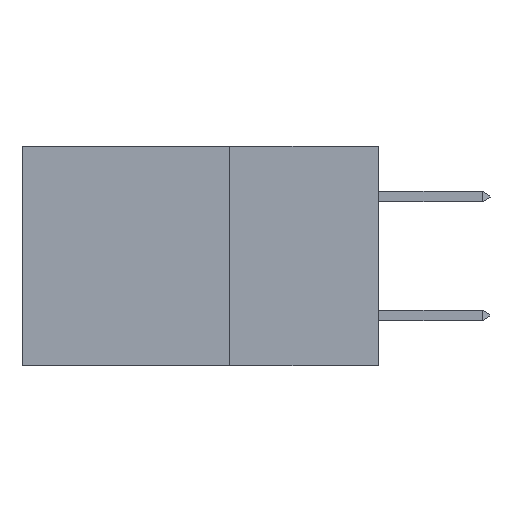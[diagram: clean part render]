
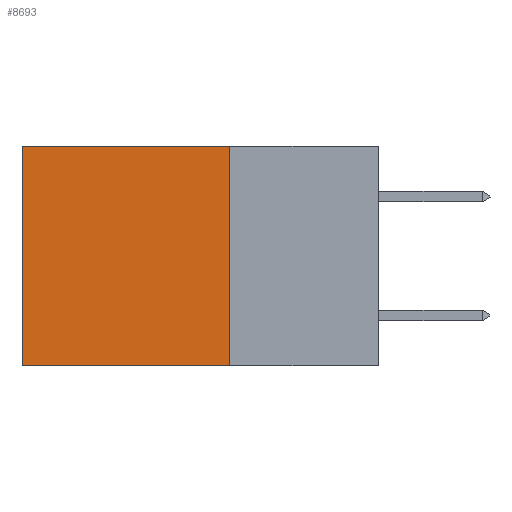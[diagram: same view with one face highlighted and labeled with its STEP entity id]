
A CAD part, left-side view. The second image highlights one B-rep face of the part: STEP entity #8693.
In plain terms, the highlighted planar face has unit normal (-1, 0, 0).
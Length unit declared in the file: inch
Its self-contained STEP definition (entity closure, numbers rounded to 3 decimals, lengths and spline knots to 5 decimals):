
#160 = CARTESIAN_POINT ( 'NONE',  ( 0.298, 0.6, 0. ) ) ;
#343 = ORIENTED_EDGE ( 'NONE', *, *, #7164, .T. ) ;
#696 = CARTESIAN_POINT ( 'NONE',  ( 0.298, 0.6, -0.37 ) ) ;
#1265 = DIRECTION ( 'NONE',  ( 1., 0., 0. ) ) ;
#1443 = LINE ( 'NONE', #160, #3220 ) ;
#1684 = CARTESIAN_POINT ( 'NONE',  ( 0.298, 0.25, 0. ) ) ;
#1827 = CARTESIAN_POINT ( 'NONE',  ( 0.298, 0.25, -0.37 ) ) ;
#2333 = DIRECTION ( 'NONE',  ( 0., 0., -1. ) ) ;
#2365 = DIRECTION ( 'NONE',  ( 0., 0., -1. ) ) ;
#2630 = CARTESIAN_POINT ( 'NONE',  ( 0.298, 0.25, 0. ) ) ;
#2800 = ORIENTED_EDGE ( 'NONE', *, *, #9392, .F. ) ;
#3192 = LINE ( 'NONE', #8361, #7224 ) ;
#3220 = VECTOR ( 'NONE', #2365, 39.37008 ) ;
#3432 = EDGE_CURVE ( 'NONE', #9077, #7878, #3192, .T. ) ;
#3458 = CARTESIAN_POINT ( 'NONE',  ( 0.298, 0.6, 0. ) ) ;
#3606 = VERTEX_POINT ( 'NONE', #696 ) ;
#5348 = VECTOR ( 'NONE', #6333, 39.37008 ) ;
#5368 = EDGE_LOOP ( 'NONE', ( #343, #2800, #8201, #9341 ) ) ;
#5608 = VECTOR ( 'NONE', #6427, 39.37008 ) ;
#5617 = PLANE ( 'NONE',  #8509 ) ;
#5656 = CARTESIAN_POINT ( 'NONE',  ( 0.298, 0.25, 0. ) ) ;
#6333 = DIRECTION ( 'NONE',  ( 0., 1., 0. ) ) ;
#6407 = CARTESIAN_POINT ( 'NONE',  ( 0.298, 0.25, -0.37 ) ) ;
#6427 = DIRECTION ( 'NONE',  ( 0., 1., 0. ) ) ;
#6538 = FACE_OUTER_BOUND ( 'NONE', #5368, .T. ) ;
#7164 = EDGE_CURVE ( 'NONE', #8095, #3606, #1443, .T. ) ;
#7224 = VECTOR ( 'NONE', #2333, 39.37008 ) ;
#7312 = LINE ( 'NONE', #6407, #5348 ) ;
#7566 = LINE ( 'NONE', #5656, #5608 ) ;
#7878 = VERTEX_POINT ( 'NONE', #1827 ) ;
#8095 = VERTEX_POINT ( 'NONE', #3458 ) ;
#8148 = EDGE_CURVE ( 'NONE', #9077, #8095, #7566, .T. ) ;
#8201 = ORIENTED_EDGE ( 'NONE', *, *, #3432, .F. ) ;
#8361 = CARTESIAN_POINT ( 'NONE',  ( 0.298, 0.25, 0. ) ) ;
#8509 = AXIS2_PLACEMENT_3D ( 'NONE', #2630, #1265, #9234 ) ;
#8693 = ADVANCED_FACE ( 'NONE', ( #6538 ), #5617, .F. ) ;
#9077 = VERTEX_POINT ( 'NONE', #1684 ) ;
#9234 = DIRECTION ( 'NONE',  ( 0., 0., -1. ) ) ;
#9341 = ORIENTED_EDGE ( 'NONE', *, *, #8148, .T. ) ;
#9392 = EDGE_CURVE ( 'NONE', #7878, #3606, #7312, .T. ) ;
